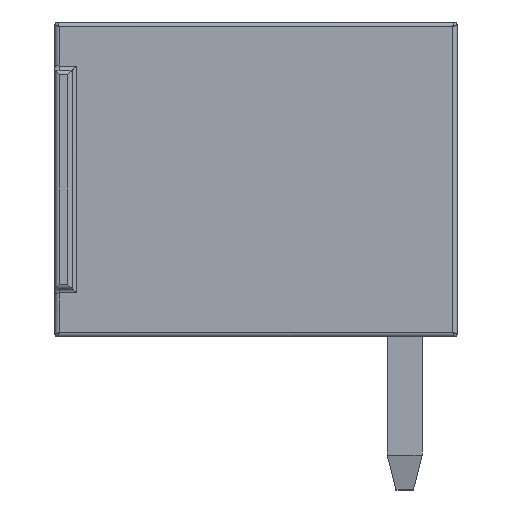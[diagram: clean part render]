
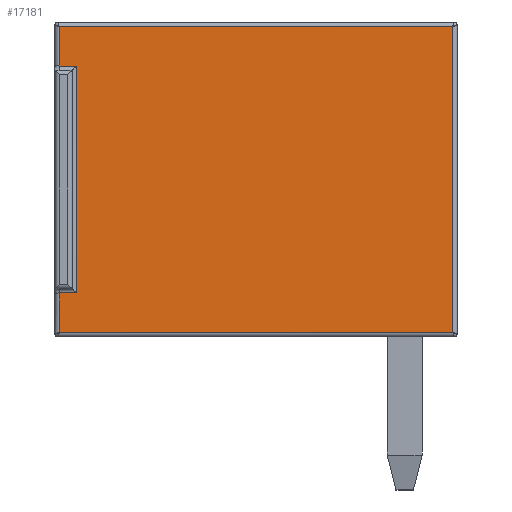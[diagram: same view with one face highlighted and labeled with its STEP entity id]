
A CAD part, left-side view. The second image highlights one B-rep face of the part: STEP entity #17181.
In plain terms, the highlighted planar face has unit normal (-1, 0, 0).
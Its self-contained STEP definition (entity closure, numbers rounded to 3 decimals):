
#416=PLANE('',#18383);
#711=LINE('',#31800,#1966);
#713=LINE('',#31894,#1968);
#715=LINE('',#31990,#1970);
#717=LINE('',#31996,#1972);
#718=LINE('',#31998,#1973);
#719=LINE('',#32000,#1974);
#720=LINE('',#32001,#1975);
#721=LINE('',#32002,#1976);
#1966=VECTOR('',#20746,0.1);
#1968=VECTOR('',#20758,0.1);
#1970=VECTOR('',#20764,10.);
#1972=VECTOR('',#20770,10.);
#1973=VECTOR('',#20771,10.);
#1974=VECTOR('',#20772,10.);
#1975=VECTOR('',#20773,10.);
#1976=VECTOR('',#20774,10.);
#3922=FACE_OUTER_BOUND('',#5100,.T.);
#5100=EDGE_LOOP('',(#12016,#12017,#12018,#12019,#12020,#12021,#12022,#12023));
#7684=VERTEX_POINT('',#31793);
#7687=VERTEX_POINT('',#31798);
#7693=VERTEX_POINT('',#31890);
#7695=VERTEX_POINT('',#31893);
#7700=VERTEX_POINT('',#31989);
#7702=VERTEX_POINT('',#31995);
#7703=VERTEX_POINT('',#31997);
#7704=VERTEX_POINT('',#31999);
#9258=EDGE_CURVE('',#7687,#7684,#711,.T.);
#9267=EDGE_CURVE('',#7693,#7695,#713,.T.);
#9274=EDGE_CURVE('',#7695,#7700,#715,.T.);
#9277=EDGE_CURVE('',#7702,#7687,#717,.T.);
#9278=EDGE_CURVE('',#7703,#7702,#718,.T.);
#9279=EDGE_CURVE('',#7704,#7703,#719,.T.);
#9280=EDGE_CURVE('',#7700,#7704,#720,.T.);
#9281=EDGE_CURVE('',#7693,#7684,#721,.T.);
#12016=ORIENTED_EDGE('',*,*,#9258,.F.);
#12017=ORIENTED_EDGE('',*,*,#9277,.F.);
#12018=ORIENTED_EDGE('',*,*,#9278,.F.);
#12019=ORIENTED_EDGE('',*,*,#9279,.F.);
#12020=ORIENTED_EDGE('',*,*,#9280,.F.);
#12021=ORIENTED_EDGE('',*,*,#9274,.F.);
#12022=ORIENTED_EDGE('',*,*,#9267,.F.);
#12023=ORIENTED_EDGE('',*,*,#9281,.T.);
#17181=ADVANCED_FACE('',(#3922),#416,.T.);
#18383=AXIS2_PLACEMENT_3D('',#31994,#20768,#20769);
#20746=DIRECTION('',(0.,-1.,0.));
#20758=DIRECTION('',(0.,1.,0.));
#20764=DIRECTION('',(0.,0.,1.));
#20768=DIRECTION('center_axis',(-1.,0.,0.));
#20769=DIRECTION('ref_axis',(0.,-1.,0.));
#20770=DIRECTION('',(0.,0.,1.));
#20771=DIRECTION('',(0.,1.,0.));
#20772=DIRECTION('',(0.,0.,-1.));
#20773=DIRECTION('',(0.,-1.,0.));
#20774=DIRECTION('',(0.,0.,-1.));
#31793=CARTESIAN_POINT('',(-9.3,7.506,1.006));
#31798=CARTESIAN_POINT('',(-9.3,7.9,1.006));
#31800=CARTESIAN_POINT('',(-9.3,7.9,1.006));
#31890=CARTESIAN_POINT('',(-9.3,7.506,6.194));
#31893=CARTESIAN_POINT('',(-9.3,7.9,6.194));
#31894=CARTESIAN_POINT('',(-9.3,7.7,6.194));
#31989=CARTESIAN_POINT('',(-9.3,7.9,7.1));
#31990=CARTESIAN_POINT('',(-9.3,7.9,5.4));
#31994=CARTESIAN_POINT('Origin',(-9.3,3.4,3.6));
#31995=CARTESIAN_POINT('',(-9.3,7.9,0.1));
#31996=CARTESIAN_POINT('',(-9.3,7.9,5.4));
#31997=CARTESIAN_POINT('',(-9.3,-1.1,0.1));
#31998=CARTESIAN_POINT('',(-9.3,5.7,0.1));
#31999=CARTESIAN_POINT('',(-9.3,-1.1,7.1));
#32000=CARTESIAN_POINT('',(-9.3,-1.1,1.8));
#32001=CARTESIAN_POINT('',(-9.3,1.1,7.1));
#32002=CARTESIAN_POINT('',(-9.3,7.506,2.35));
